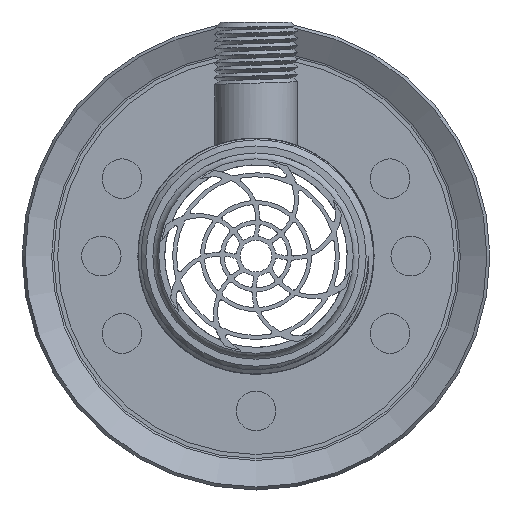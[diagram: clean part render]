
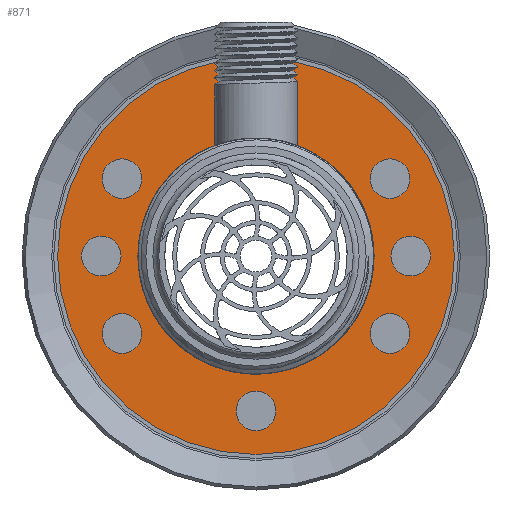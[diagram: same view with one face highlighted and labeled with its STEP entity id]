
A CAD part, left-side view. The second image highlights one B-rep face of the part: STEP entity #871.
In plain terms, the highlighted face is planar.
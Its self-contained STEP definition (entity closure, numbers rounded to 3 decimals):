
#871=ADVANCED_FACE('',(#4163,#4165,#4167,#4169,#4171,#4173,#4175,#4177,#4179,#4181),
#4183,.T.);
#4163=FACE_BOUND('',#4164,.T.);
#4164=EDGE_LOOP('',(#9645));
#4165=FACE_BOUND('',#4166,.T.);
#4166=EDGE_LOOP('',(#9646));
#4167=FACE_BOUND('',#4168,.T.);
#4168=EDGE_LOOP('',(#9647));
#4169=FACE_BOUND('',#4170,.T.);
#4170=EDGE_LOOP('',(#9648));
#4171=FACE_BOUND('',#4172,.T.);
#4172=EDGE_LOOP('',(#9649));
#4173=FACE_BOUND('',#4174,.T.);
#4174=EDGE_LOOP('',(#9650));
#4175=FACE_BOUND('',#4176,.T.);
#4176=EDGE_LOOP('',(#9651));
#4177=FACE_BOUND('',#4178,.T.);
#4178=EDGE_LOOP('',(#9652));
#4179=FACE_BOUND('',#4180,.T.);
#4180=EDGE_LOOP('',(#9653));
#4181=FACE_BOUND('',#4182,.T.);
#4182=EDGE_LOOP('',(#9654));
#4183=PLANE('',#4184);
#4184=AXIS2_PLACEMENT_3D('',#4185,#4186,#4187);
#4185=CARTESIAN_POINT('',(3.,0.,0.));
#4186=DIRECTION('',(1.,0.,0.));
#4187=DIRECTION('',(0.,0.,1.));
#9645=ORIENTED_EDGE('',*,*,#11712,.F.);
#9646=ORIENTED_EDGE('',*,*,#11713,.F.);
#9647=ORIENTED_EDGE('',*,*,#11714,.F.);
#9648=ORIENTED_EDGE('',*,*,#11715,.F.);
#9649=ORIENTED_EDGE('',*,*,#11716,.F.);
#9650=ORIENTED_EDGE('',*,*,#11717,.T.);
#9651=ORIENTED_EDGE('',*,*,#11718,.F.);
#9652=ORIENTED_EDGE('',*,*,#11719,.F.);
#9653=ORIENTED_EDGE('',*,*,#11720,.F.);
#9654=ORIENTED_EDGE('',*,*,#11721,.F.);
#11712=EDGE_CURVE('',#12773,#12773,#12774,.T.);
#11713=EDGE_CURVE('',#12775,#12775,#12776,.F.);
#11714=EDGE_CURVE('',#12777,#12777,#12778,.F.);
#11715=EDGE_CURVE('',#12779,#12779,#12780,.F.);
#11716=EDGE_CURVE('',#12781,#12781,#12782,.F.);
#11717=EDGE_CURVE('',#12783,#12783,#12784,.T.);
#11718=EDGE_CURVE('',#12785,#12785,#12786,.F.);
#11719=EDGE_CURVE('',#12787,#12787,#12788,.F.);
#11720=EDGE_CURVE('',#12789,#12789,#12790,.F.);
#11721=EDGE_CURVE('',#12791,#12791,#12792,.F.);
#12773=VERTEX_POINT('',#16194);
#12774=CIRCLE('',#16195,50.);
#12775=VERTEX_POINT('',#16199);
#12776=CIRCLE('',#16200,5.);
#12777=VERTEX_POINT('',#16204);
#12778=CIRCLE('',#16205,5.);
#12779=VERTEX_POINT('',#16209);
#12780=CIRCLE('',#16210,5.);
#12781=VERTEX_POINT('',#16214);
#12782=CIRCLE('',#16215,5.);
#12783=VERTEX_POINT('',#16219);
#12784=CIRCLE('',#16220,29.75);
#12785=VERTEX_POINT('',#16224);
#12786=CIRCLE('',#16225,5.);
#12787=VERTEX_POINT('',#16229);
#12788=CIRCLE('',#16230,5.);
#12789=VERTEX_POINT('',#16234);
#12790=CIRCLE('',#16235,5.);
#12791=VERTEX_POINT('',#16239);
#12792=CIRCLE('',#16240,5.);
#16194=CARTESIAN_POINT('',(3.,0.,50.));
#16195=AXIS2_PLACEMENT_3D('',#16196,#16197,#16198);
#16196=CARTESIAN_POINT('',(3.,0.,0.));
#16197=DIRECTION('',(-1.,0.,0.));
#16198=DIRECTION('',(0.,0.,1.));
#16199=CARTESIAN_POINT('',(3.,-44.,0.));
#16200=AXIS2_PLACEMENT_3D('',#16201,#16202,#16203);
#16201=CARTESIAN_POINT('',(3.,-39.,0.));
#16202=DIRECTION('',(-1.,0.,0.));
#16203=DIRECTION('',(0.,-1.,0.));
#16204=CARTESIAN_POINT('',(3.,36.275,15.17));
#16205=AXIS2_PLACEMENT_3D('',#16206,#16207,#16208);
#16206=CARTESIAN_POINT('',(3.,33.775,19.5));
#16207=DIRECTION('',(-1.,0.,0.));
#16208=DIRECTION('',(0.,0.5,-0.866));
#16209=CARTESIAN_POINT('',(3.,-5.,-39.));
#16210=AXIS2_PLACEMENT_3D('',#16211,#16212,#16213);
#16211=CARTESIAN_POINT('',(3.,0.,-39.));
#16212=DIRECTION('',(-1.,0.,0.));
#16213=DIRECTION('',(0.,-1.,0.));
#16214=CARTESIAN_POINT('',(3.,-31.275,23.83));
#16215=AXIS2_PLACEMENT_3D('',#16216,#16217,#16218);
#16216=CARTESIAN_POINT('',(3.,-33.775,19.5));
#16217=DIRECTION('',(-1.,0.,0.));
#16218=DIRECTION('',(0.,0.5,0.866));
#16219=CARTESIAN_POINT('',(3.,0.,29.75));
#16220=AXIS2_PLACEMENT_3D('',#16221,#16222,#16223);
#16221=CARTESIAN_POINT('',(3.,0.,0.));
#16222=DIRECTION('',(-1.,0.,0.));
#16223=DIRECTION('',(0.,0.,1.));
#16224=CARTESIAN_POINT('',(3.,5.,39.));
#16225=AXIS2_PLACEMENT_3D('',#16226,#16227,#16228);
#16226=CARTESIAN_POINT('',(3.,0.,39.));
#16227=DIRECTION('',(-1.,0.,0.));
#16228=DIRECTION('',(0.,1.,0.));
#16229=CARTESIAN_POINT('',(3.,-36.275,-15.17));
#16230=AXIS2_PLACEMENT_3D('',#16231,#16232,#16233);
#16231=CARTESIAN_POINT('',(3.,-33.775,-19.5));
#16232=DIRECTION('',(-1.,0.,0.));
#16233=DIRECTION('',(0.,-0.5,0.866));
#16234=CARTESIAN_POINT('',(3.,31.275,-23.83));
#16235=AXIS2_PLACEMENT_3D('',#16236,#16237,#16238);
#16236=CARTESIAN_POINT('',(3.,33.775,-19.5));
#16237=DIRECTION('',(-1.,0.,0.));
#16238=DIRECTION('',(0.,-0.5,-0.866));
#16239=CARTESIAN_POINT('',(3.,44.,0.));
#16240=AXIS2_PLACEMENT_3D('',#16241,#16242,#16243);
#16241=CARTESIAN_POINT('',(3.,39.,0.));
#16242=DIRECTION('',(-1.,0.,0.));
#16243=DIRECTION('',(0.,1.,0.));
